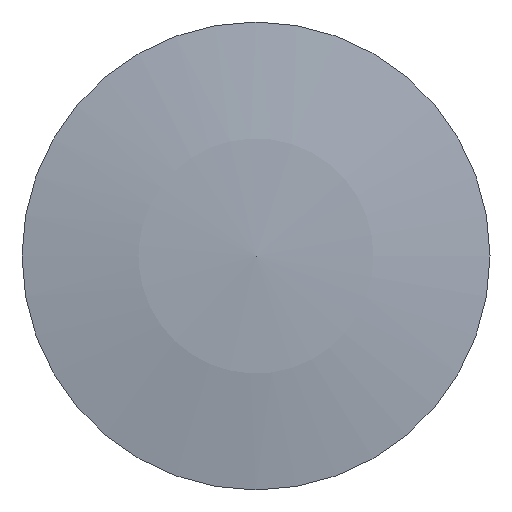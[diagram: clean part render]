
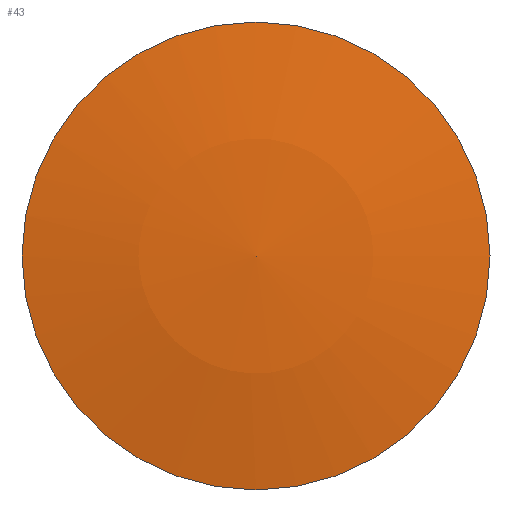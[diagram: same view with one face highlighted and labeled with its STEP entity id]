
A CAD part, left-side view. The second image highlights one B-rep face of the part: STEP entity #43.
In plain terms, the highlighted spherical face has radius 61 mm.
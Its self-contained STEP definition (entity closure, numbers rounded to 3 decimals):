
#43 = ADVANCED_FACE( '', ( #87, #88 ), #89, .T. );
#87 = FACE_BOUND( '', #129, .T. );
#88 = FACE_OUTER_BOUND( '', #130, .T. );
#89 = SPHERICAL_SURFACE( '', #131, 61. );
#129 = VERTEX_LOOP( '', #175 );
#130 = EDGE_LOOP( '', ( #176 ) );
#131 = AXIS2_PLACEMENT_3D( '', #177, #178, #179 );
#175 = VERTEX_POINT( '', #211 );
#176 = ORIENTED_EDGE( '', *, *, #209, .F. );
#177 = CARTESIAN_POINT( '', ( 61., 0., 0. ) );
#178 = DIRECTION( '', ( 1., 0., 0. ) );
#179 = DIRECTION( '', ( 0., 1., 0. ) );
#209 = EDGE_CURVE( '', #233, #233, #234, .T. );
#211 = CARTESIAN_POINT( '', ( 0., 0., 0. ) );
#233 = VERTEX_POINT( '', #258 );
#234 = CIRCLE( '', #259, 11.5 );
#258 = CARTESIAN_POINT( '', ( 1.094, 0., -11.5 ) );
#259 = AXIS2_PLACEMENT_3D( '', #284, #285, #286 );
#284 = CARTESIAN_POINT( '', ( 1.094, 0., 0. ) );
#285 = DIRECTION( '', ( 1., 0., 0. ) );
#286 = DIRECTION( '', ( 0., 0., -1. ) );
